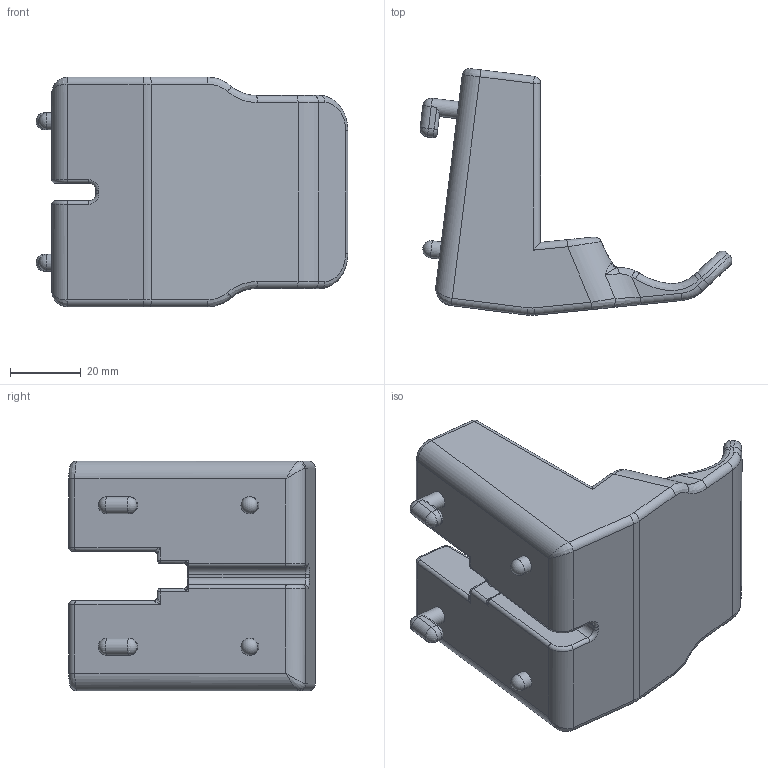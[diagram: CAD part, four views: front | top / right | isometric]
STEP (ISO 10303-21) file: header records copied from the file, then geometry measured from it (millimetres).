
FILE_DESCRIPTION(/* description */ (''),/* implementation_level */ '2;1');
FILE_NAME(/* name */ '',/* time_stamp */ '2024-08-30T21:49:47+08:00',/* author */ ('24564'),/* organization */ (''),/* preprocessor_version */ 'ST-DEVELOPER v20',/* originating_system */ 'Autodesk Inventor 2025',/* authorisation */ '');
FILE_SCHEMA (('AUTOMOTIVE_DESIGN { 1 0 10303 214 3 1 1 }'));
Length unit declared in the file: millimetre
Products named in the file (1): xbox充电底座支架
Bounding box: 88.16 x 69.71 x 65 mm (x, y, z)
Volume: 105413.9 mm3; surface area: 24470.4 mm2
Topology: 1 solids, 1 shells, 235 faces, 564 edges, 311 vertices
Faces by surface type: cylinder 93, bspline 73, plane 43, sphere 12, torus 10, cone 4
Full cylindrical faces by diameter (mm): 4.8 x4
Entity records: 8232 total; most frequent: CARTESIAN_POINT 3080, ORIENTED_EDGE 1078, DIRECTION 1056, EDGE_CURVE 539, AXIS2_PLACEMENT_3D 427, VERTEX_POINT 310, EDGE_LOOP 239, FACE_OUTER_BOUND 235
